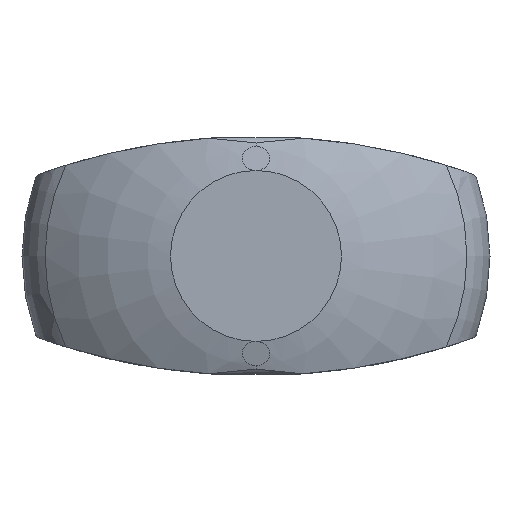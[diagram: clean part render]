
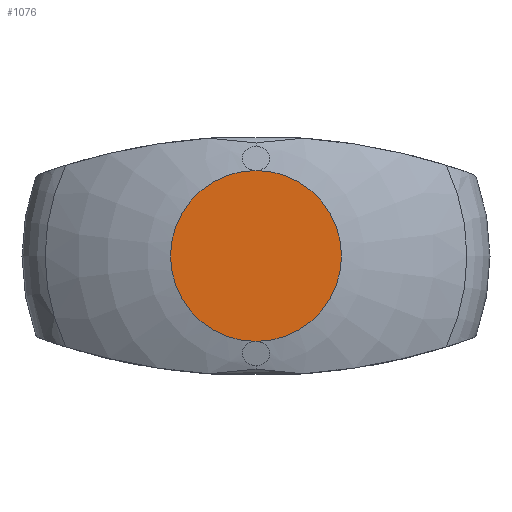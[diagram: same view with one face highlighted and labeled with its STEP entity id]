
A CAD part, top view. The second image highlights one B-rep face of the part: STEP entity #1076.
In plain terms, the highlighted planar face has unit normal (0, 0, 1).
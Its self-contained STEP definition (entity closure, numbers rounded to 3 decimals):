
#746=VERTEX_POINT('',#1859);
#1076=ADVANCED_FACE('',(#2221),#2222,.T.);
#1108=EDGE_CURVE('',#1550,#746,#2254,.T.);
#1240=EDGE_CURVE('',#746,#1550,#2393,.T.);
#1550=VERTEX_POINT('',#2737);
#1859=CARTESIAN_POINT('',(0.0,8.95,40.5));
#2221=FACE_OUTER_BOUND('',#4687,.T.);
#2222=PLANE('',#4688);
#2254=CIRCLE('',#4844,8.95);
#2393=CIRCLE('',#5308,8.95);
#2737=CARTESIAN_POINT('',(0.0,-8.95,40.5));
#4687=EDGE_LOOP('',(#7336,#7337));
#4688=AXIS2_PLACEMENT_3D('',#7338,#7339,#7340);
#4844=AXIS2_PLACEMENT_3D('',#7353,#7354,#7355);
#5308=AXIS2_PLACEMENT_3D('',#7465,#7466,#7467);
#7336=ORIENTED_EDGE('',*,*,#1108,.F.);
#7337=ORIENTED_EDGE('',*,*,#1240,.F.);
#7338=CARTESIAN_POINT('',(-4.475,0.,40.5));
#7339=DIRECTION('',(0.,0.,1.0));
#7340=DIRECTION('',(1.0,0.,0.));
#7353=CARTESIAN_POINT('',(0.0,0.,40.5));
#7354=DIRECTION('',(-0.0,0.,-1.0));
#7355=DIRECTION('',(-1.0,0.0,0.0));
#7465=CARTESIAN_POINT('',(0.0,0.,40.5));
#7466=DIRECTION('',(-0.0,0.,-1.0));
#7467=DIRECTION('',(-1.0,0.0,0.0));
